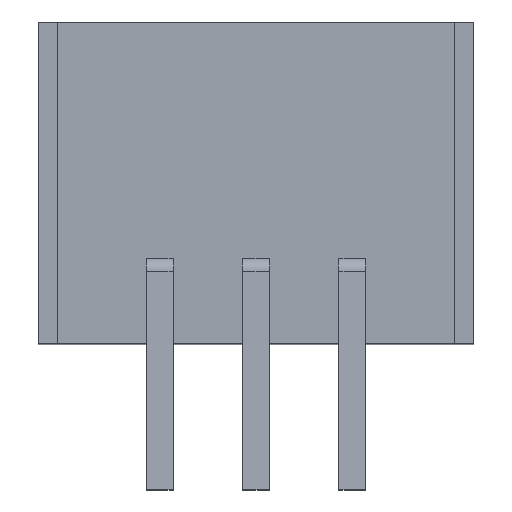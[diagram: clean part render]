
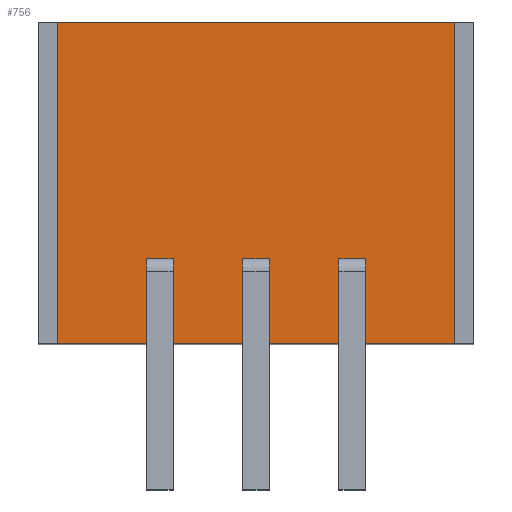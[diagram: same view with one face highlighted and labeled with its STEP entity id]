
A CAD part, top view. The second image highlights one B-rep face of the part: STEP entity #756.
In plain terms, the highlighted planar face has unit normal (0, 0, 1).
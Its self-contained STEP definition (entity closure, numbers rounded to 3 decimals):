
#14=FACE_BOUND('',#120,.T.);
#15=FACE_BOUND('',#121,.T.);
#16=FACE_BOUND('',#122,.T.);
#41=PLANE('',#823);
#80=FACE_OUTER_BOUND('',#119,.T.);
#119=EDGE_LOOP('',(#622,#623,#624,#625));
#120=EDGE_LOOP('',(#626,#627,#628,#629));
#121=EDGE_LOOP('',(#630,#631,#632,#633));
#122=EDGE_LOOP('',(#634,#635,#636,#637));
#134=LINE('',#1040,#219);
#143=LINE('',#1065,#228);
#146=LINE('',#1074,#231);
#155=LINE('',#1099,#240);
#159=LINE('',#1110,#244);
#167=LINE('',#1131,#252);
#180=LINE('',#1155,#265);
#181=LINE('',#1157,#266);
#184=LINE('',#1163,#269);
#185=LINE('',#1165,#270);
#186=LINE('',#1167,#271);
#192=LINE('',#1179,#277);
#193=LINE('',#1183,#278);
#197=LINE('',#1192,#282);
#198=LINE('',#1193,#283);
#199=LINE('',#1194,#284);
#219=VECTOR('',#848,10.);
#228=VECTOR('',#865,10.);
#231=VECTOR('',#872,10.);
#240=VECTOR('',#889,10.);
#244=VECTOR('',#897,10.);
#252=VECTOR('',#911,10.);
#265=VECTOR('',#944,10.);
#266=VECTOR('',#947,10.);
#269=VECTOR('',#956,10.);
#270=VECTOR('',#959,10.);
#271=VECTOR('',#962,10.);
#277=VECTOR('',#980,10.);
#278=VECTOR('',#983,10.);
#282=VECTOR('',#989,10.);
#283=VECTOR('',#990,10.);
#284=VECTOR('',#991,10.);
#320=VERTEX_POINT('',#1037);
#321=VERTEX_POINT('',#1039);
#332=VERTEX_POINT('',#1062);
#333=VERTEX_POINT('',#1064);
#336=VERTEX_POINT('',#1071);
#337=VERTEX_POINT('',#1073);
#348=VERTEX_POINT('',#1096);
#349=VERTEX_POINT('',#1098);
#353=VERTEX_POINT('',#1107);
#354=VERTEX_POINT('',#1109);
#363=VERTEX_POINT('',#1128);
#364=VERTEX_POINT('',#1130);
#366=VERTEX_POINT('',#1181);
#367=VERTEX_POINT('',#1182);
#370=VERTEX_POINT('',#1190);
#371=VERTEX_POINT('',#1191);
#387=EDGE_CURVE('',#320,#321,#134,.T.);
#399=EDGE_CURVE('',#333,#332,#143,.T.);
#403=EDGE_CURVE('',#336,#337,#146,.T.);
#415=EDGE_CURVE('',#349,#348,#155,.T.);
#420=EDGE_CURVE('',#353,#354,#159,.T.);
#430=EDGE_CURVE('',#364,#363,#167,.T.);
#444=EDGE_CURVE('',#332,#354,#180,.T.);
#445=EDGE_CURVE('',#363,#337,#181,.T.);
#448=EDGE_CURVE('',#336,#364,#184,.T.);
#449=EDGE_CURVE('',#320,#349,#185,.T.);
#450=EDGE_CURVE('',#353,#333,#186,.T.);
#456=EDGE_CURVE('',#348,#321,#192,.T.);
#457=EDGE_CURVE('',#366,#367,#193,.T.);
#461=EDGE_CURVE('',#370,#371,#197,.T.);
#462=EDGE_CURVE('',#370,#366,#198,.T.);
#463=EDGE_CURVE('',#371,#367,#199,.T.);
#622=ORIENTED_EDGE('',*,*,#461,.F.);
#623=ORIENTED_EDGE('',*,*,#462,.T.);
#624=ORIENTED_EDGE('',*,*,#457,.T.);
#625=ORIENTED_EDGE('',*,*,#463,.F.);
#626=ORIENTED_EDGE('',*,*,#444,.T.);
#627=ORIENTED_EDGE('',*,*,#420,.F.);
#628=ORIENTED_EDGE('',*,*,#450,.T.);
#629=ORIENTED_EDGE('',*,*,#399,.T.);
#630=ORIENTED_EDGE('',*,*,#387,.F.);
#631=ORIENTED_EDGE('',*,*,#449,.T.);
#632=ORIENTED_EDGE('',*,*,#415,.T.);
#633=ORIENTED_EDGE('',*,*,#456,.T.);
#634=ORIENTED_EDGE('',*,*,#403,.F.);
#635=ORIENTED_EDGE('',*,*,#448,.T.);
#636=ORIENTED_EDGE('',*,*,#430,.T.);
#637=ORIENTED_EDGE('',*,*,#445,.T.);
#756=ADVANCED_FACE('',(#80,#14,#15,#16),#41,.T.);
#823=AXIS2_PLACEMENT_3D('',#1189,#987,#988);
#848=DIRECTION('',(0.,-1.,0.));
#865=DIRECTION('',(0.,-1.,0.));
#872=DIRECTION('',(0.,-1.,0.));
#889=DIRECTION('',(0.,-1.,0.));
#897=DIRECTION('',(0.,-1.,0.));
#911=DIRECTION('',(0.,-1.,0.));
#944=DIRECTION('',(-1.,0.,0.));
#947=DIRECTION('',(-1.,0.,0.));
#956=DIRECTION('',(1.,0.,0.));
#959=DIRECTION('',(1.,0.,0.));
#962=DIRECTION('',(1.,0.,0.));
#980=DIRECTION('',(-1.,0.,0.));
#983=DIRECTION('',(0.,1.,0.));
#987=DIRECTION('center_axis',(0.,0.,1.));
#988=DIRECTION('ref_axis',(1.,0.,0.));
#989=DIRECTION('',(0.,1.,0.));
#990=DIRECTION('',(1.,0.,0.));
#991=DIRECTION('',(1.,0.,0.));
#1037=CARTESIAN_POINT('',(-0.35,2.25,8.24));
#1039=CARTESIAN_POINT('',(-0.35,2.,8.24));
#1040=CARTESIAN_POINT('',(-0.35,2.25,8.24));
#1062=CARTESIAN_POINT('',(-2.19,2.,8.24));
#1064=CARTESIAN_POINT('',(-2.19,2.25,8.24));
#1065=CARTESIAN_POINT('',(-2.19,2.25,8.24));
#1071=CARTESIAN_POINT('',(2.19,2.25,8.24));
#1073=CARTESIAN_POINT('',(2.19,2.,8.24));
#1074=CARTESIAN_POINT('',(2.19,2.25,8.24));
#1096=CARTESIAN_POINT('',(0.35,2.,8.24));
#1098=CARTESIAN_POINT('',(0.35,2.25,8.24));
#1099=CARTESIAN_POINT('',(0.35,2.25,8.24));
#1107=CARTESIAN_POINT('',(-2.89,2.25,8.24));
#1109=CARTESIAN_POINT('',(-2.89,2.,8.24));
#1110=CARTESIAN_POINT('',(-2.89,2.25,8.24));
#1128=CARTESIAN_POINT('',(2.89,2.,8.24));
#1130=CARTESIAN_POINT('',(2.89,2.25,8.24));
#1131=CARTESIAN_POINT('',(2.89,2.25,8.24));
#1155=CARTESIAN_POINT('',(0.,2.,8.24));
#1157=CARTESIAN_POINT('',(0.,2.,8.24));
#1163=CARTESIAN_POINT('',(0.,2.25,8.24));
#1165=CARTESIAN_POINT('',(0.,2.25,8.24));
#1167=CARTESIAN_POINT('',(0.,2.25,8.24));
#1179=CARTESIAN_POINT('',(0.,2.,8.24));
#1181=CARTESIAN_POINT('',(5.24,0.,8.24));
#1182=CARTESIAN_POINT('',(5.24,8.5,8.24));
#1183=CARTESIAN_POINT('',(5.24,0.,8.24));
#1189=CARTESIAN_POINT('Origin',(-5.24,0.,8.24));
#1190=CARTESIAN_POINT('',(-5.24,0.,8.24));
#1191=CARTESIAN_POINT('',(-5.24,8.5,8.24));
#1192=CARTESIAN_POINT('',(-5.24,0.,8.24));
#1193=CARTESIAN_POINT('',(-5.24,0.,8.24));
#1194=CARTESIAN_POINT('',(-5.24,8.5,8.24));
